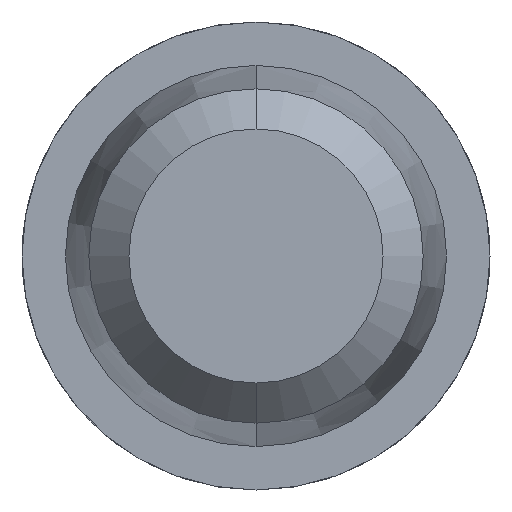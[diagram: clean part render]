
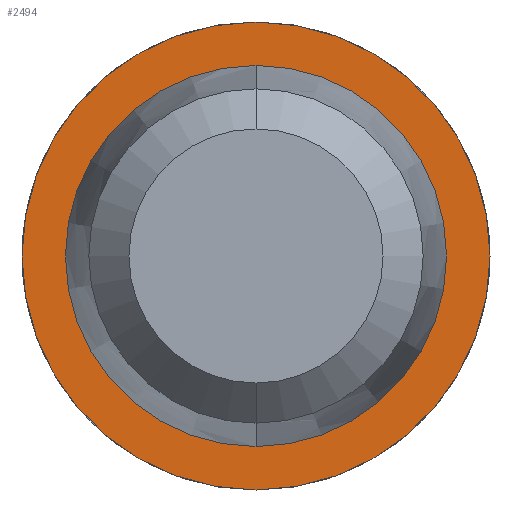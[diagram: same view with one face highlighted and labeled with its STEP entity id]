
A CAD part, front view. The second image highlights one B-rep face of the part: STEP entity #2494.
In plain terms, the highlighted planar face has unit normal (0, -1, 0).
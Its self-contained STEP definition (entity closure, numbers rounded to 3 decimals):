
#134 = DIRECTION ( 'NONE',  ( 0., -1., 0. ) ) ;
#141 = AXIS2_PLACEMENT_3D ( 'NONE', #1824, #1409, #1793 ) ;
#169 = DIRECTION ( 'NONE',  ( 0., 0., -1. ) ) ;
#537 = AXIS2_PLACEMENT_3D ( 'NONE', #1798, #5103, #1393 ) ;
#557 = FACE_BOUND ( 'NONE', #1879, .T. ) ;
#589 = VERTEX_POINT ( 'NONE', #2946 ) ;
#737 = CIRCLE ( 'NONE', #3768, 0.7 ) ;
#843 = ORIENTED_EDGE ( 'NONE', *, *, #3208, .F. ) ;
#864 = CIRCLE ( 'NONE', #141, 0.57 ) ;
#948 = ORIENTED_EDGE ( 'NONE', *, *, #2015, .T. ) ;
#1277 = DIRECTION ( 'NONE',  ( 0., -1., 0. ) ) ;
#1322 = CIRCLE ( 'NONE', #537, 0.7 ) ;
#1393 = DIRECTION ( 'NONE',  ( 0., 0., -1. ) ) ;
#1409 = DIRECTION ( 'NONE',  ( 0., -1., 0. ) ) ;
#1425 = AXIS2_PLACEMENT_3D ( 'NONE', #4384, #4009, #3131 ) ;
#1537 = CARTESIAN_POINT ( 'NONE',  ( 0., 26., -0.57 ) ) ;
#1599 = AXIS2_PLACEMENT_3D ( 'NONE', #3304, #1277, #3317 ) ;
#1793 = DIRECTION ( 'NONE',  ( 0., 0., -1. ) ) ;
#1798 = CARTESIAN_POINT ( 'NONE',  ( 0., 26., 0. ) ) ;
#1824 = CARTESIAN_POINT ( 'NONE',  ( 0., 26., 0. ) ) ;
#1852 = VERTEX_POINT ( 'NONE', #3803 ) ;
#1879 = EDGE_LOOP ( 'NONE', ( #4325, #843 ) ) ;
#1984 = VERTEX_POINT ( 'NONE', #3385 ) ;
#2015 = EDGE_CURVE ( 'Defeature ausgef�hrt2_10+Defeature ausgef�hrt2_11+Defeature ausgef�hrt2_11+Defeature ausgef�hrt2_11', #589, #1984, #1322, .T. ) ;
#2494 = ADVANCED_FACE ( 'Defeature ausgef�hrt2_10', ( #3856, #557 ), #4555, .T. ) ;
#2519 = CARTESIAN_POINT ( 'NONE',  ( 0., 26., 0. ) ) ;
#2946 = CARTESIAN_POINT ( 'NONE',  ( 0., 26., -0.7 ) ) ;
#3131 = DIRECTION ( 'NONE',  ( 0., 0., -1. ) ) ;
#3208 = EDGE_CURVE ( 'Defeature ausgef�hrt2_9+Defeature ausgef�hrt2_10+Defeature ausgef�hrt2_10+Defeature ausgef�hrt2_10', #3295, #1852, #4370, .T. ) ;
#3295 = VERTEX_POINT ( 'NONE', #1537 ) ;
#3304 = CARTESIAN_POINT ( 'NONE',  ( 0.57, 26., 0. ) ) ;
#3317 = DIRECTION ( 'NONE',  ( 0., 0., -1. ) ) ;
#3385 = CARTESIAN_POINT ( 'NONE',  ( 0., 26., 0.7 ) ) ;
#3768 = AXIS2_PLACEMENT_3D ( 'NONE', #2519, #134, #169 ) ;
#3803 = CARTESIAN_POINT ( 'NONE',  ( 0., 26., 0.57 ) ) ;
#3856 = FACE_OUTER_BOUND ( 'NONE', #4946, .T. ) ;
#4009 = DIRECTION ( 'NONE',  ( 0., -1., 0. ) ) ;
#4325 = ORIENTED_EDGE ( 'NONE', *, *, #4465, .F. ) ;
#4362 = EDGE_CURVE ( 'Defeature ausgef�hrt2_10+Defeature ausgef�hrt2_11+Defeature ausgef�hrt2_11+Defeature ausgef�hrt2_11', #1984, #589, #737, .T. ) ;
#4370 = CIRCLE ( 'NONE', #1425, 0.57 ) ;
#4384 = CARTESIAN_POINT ( 'NONE',  ( 0., 26., 0. ) ) ;
#4391 = ORIENTED_EDGE ( 'NONE', *, *, #4362, .T. ) ;
#4465 = EDGE_CURVE ( 'Defeature ausgef�hrt2_9+Defeature ausgef�hrt2_10+Defeature ausgef�hrt2_10+Defeature ausgef�hrt2_10', #1852, #3295, #864, .T. ) ;
#4555 = PLANE ( 'NONE',  #1599 ) ;
#4946 = EDGE_LOOP ( 'NONE', ( #948, #4391 ) ) ;
#5103 = DIRECTION ( 'NONE',  ( 0., -1., 0. ) ) ;
